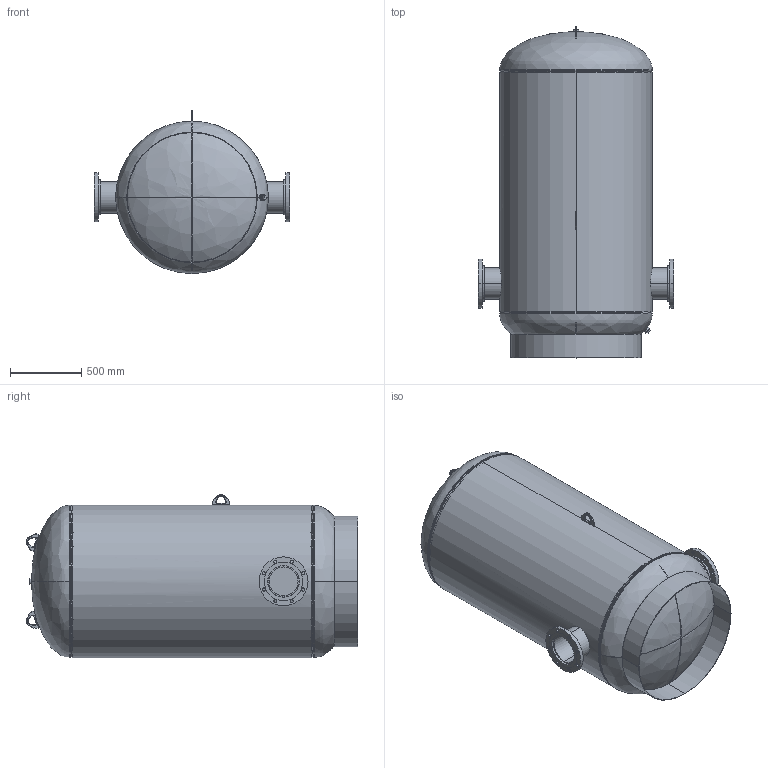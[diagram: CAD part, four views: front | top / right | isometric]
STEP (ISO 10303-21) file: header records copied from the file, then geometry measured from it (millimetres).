
FILE_DESCRIPTION (( 'STEP AP203' ), '1' );
FILE_NAME ('CBT-500-8F.STEP', '2021-03-22T17:02:53', ( '' ), ( '' ), 'SwSTEP 2.0', 'SolidWorks 2021', '' );
FILE_SCHEMA (( 'CONFIG_CONTROL_DESIGN' ));
Length unit declared in the file: inch
Products named in the file (14): 9500040; 99B1840; 9301120_6.5; SORF FLANGES ASME B16.5_8 150# SA-105; 9500050; 55A0376_default; CBT-500-8F; 55Q0378; PLUGS_9500150; 55K0266; 9200230; 9400542; 9455042
Assembly tree (27 placements, depth 3):
  CBT-500-8F
    99B1840
    9200230
    9200230
    9500040
    9500050
    PLUGS_9500150
    55A0376_default  x2
      9301120_6.5
      SORF FLANGES ASME B16.5_8 150# SA-105
    9455042
    55K0266  x12
    9400542  x3
    55Q0378
Bounding box: 1371.6 x 2323.77 x 1142.75 mm (x, y, z)
Volume: 61863981.2 mm3; surface area: 21566742.3 mm2
Topology: 27 solids, 27 shells, 467 faces, 1050 edges, 638 vertices
Faces by surface type: cylinder 193, plane 152, torus 84, cone 24, bspline 14
Entity records: 12899 total; most frequent: CARTESIAN_POINT 5308, DIRECTION 1338, ORIENTED_EDGE 1100, AXIS2_PLACEMENT_3D 562, EDGE_CURVE 550, VERTEX_POINT 334, CIRCLE 302, EDGE_LOOP 280
